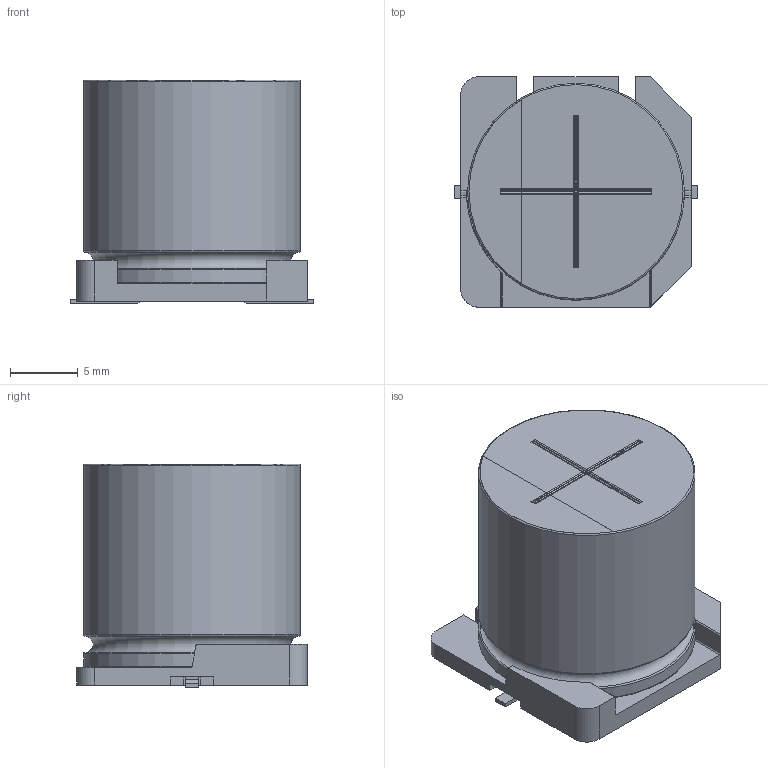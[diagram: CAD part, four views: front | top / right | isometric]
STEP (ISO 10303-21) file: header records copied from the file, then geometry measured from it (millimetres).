
FILE_DESCRIPTION(/* description */ (''),/* implementation_level */ '2;1');
FILE_NAME(/* name */ 'φ16x16.5.stp',/* time_stamp */ '2017-08-29T15:13:28+09:00',/* author */ (''),/* organization */ (''),/* preprocessor_version */ 'ST-DEVELOPER v16',/* originating_system */ 'SIEMENS PLM Software NX 11.0',/* authorisation */ '');
FILE_SCHEMA (('AUTOMOTIVE_DESIGN { 1 0 10303 214 3 1 1 1 }'));
Length unit declared in the file: millimetre
Products named in the file (1): φ16x16.5_igsstp用
Bounding box: 18 x 17 x 16.5 mm (x, y, z)
Volume: 3350.5 mm3; surface area: 2016.5 mm2
Topology: 5 solids, 5 shells, 146 faces, 372 edges, 237 vertices
Faces by surface type: plane 82, cylinder 51, torus 5, sphere 4, bspline 4
Full cylindrical faces by diameter (mm): 1.5 x4, 16 x2
Entity records: 4468 total; most frequent: CARTESIAN_POINT 909, DIRECTION 737, ORIENTED_EDGE 710, EDGE_CURVE 355, AXIS2_PLACEMENT_3D 247, LINE 243, VECTOR 243, VERTEX_POINT 235
